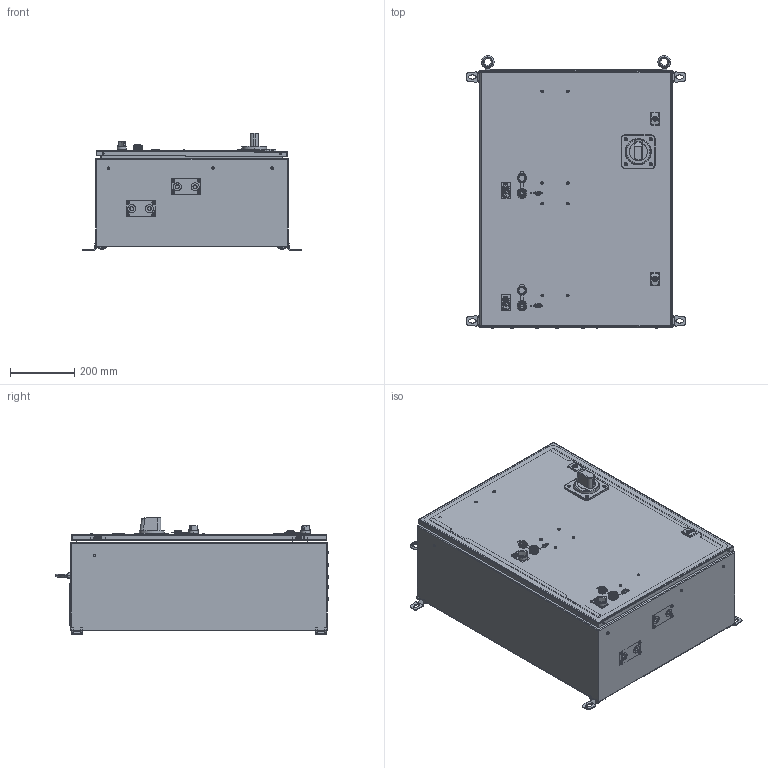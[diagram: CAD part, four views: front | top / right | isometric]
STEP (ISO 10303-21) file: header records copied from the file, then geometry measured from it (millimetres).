
FILE_DESCRIPTION (( 'STEP AP214' ), '1' );
FILE_NAME ('EN7000 x 2 TIMERS (UK).STEP', '2022-02-10T08:31:31', ( '' ), ( '' ), 'SwSTEP 2.0', 'SolidWorks 2021', '' );
FILE_SCHEMA (( 'AUTOMOTIVE_DESIGN' ));
Length unit declared in the file: millimetre
Products named in the file (1): EN7000 x 2 TIMERS (UK)
Bounding box: 681.4 x 850.34 x 365.9 mm (x, y, z)
Surface area: 3352092.2 mm2 (no closed solid volume)
Topology: 0 solids, 117 shells, 1026 faces, 4334 edges, 3318 vertices
Faces by surface type: cylinder 419, plane 302, cone 92, torus 89, bspline 86, sphere 38
Entity records: 64385 total; most frequent: CARTESIAN_POINT 17992, DIRECTION 7603, ORIENTED_EDGE 6224, EDGE_CURVE 4330, VERTEX_POINT 3318, AXIS2_PLACEMENT_3D 2943, CIRCLE 2002, LINE 1717
